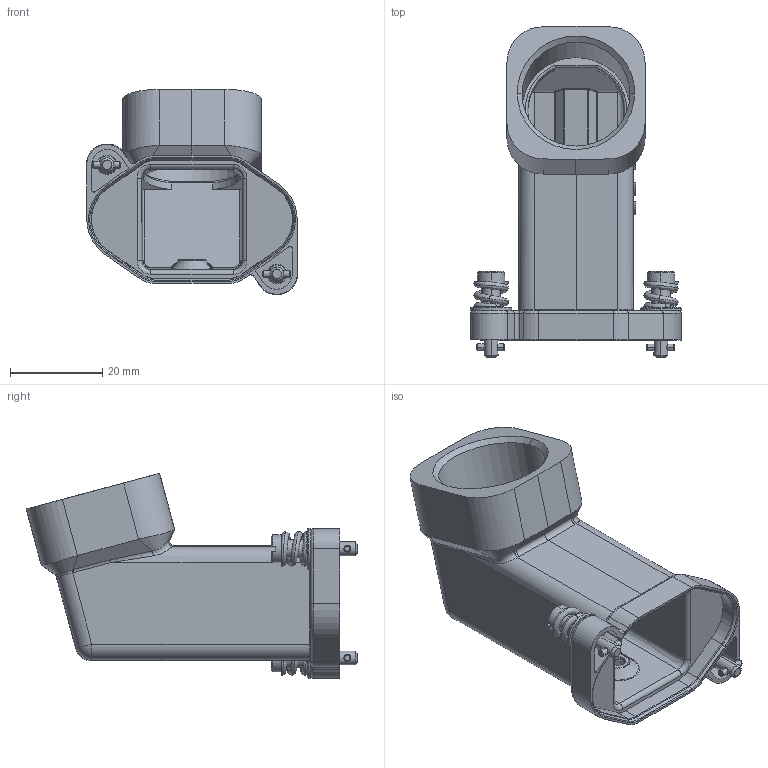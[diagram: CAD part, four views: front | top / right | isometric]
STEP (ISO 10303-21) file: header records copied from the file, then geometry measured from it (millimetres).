
FILE_DESCRIPTION(/* description */ (''),/* implementation_level */ '2;1');
FILE_NAME(/* name */ '3D_1130035405001_HP3A_H-SEH-2T-M25_V1.1.stp',/* time_stamp */ '2023-12-12T19:26:56+08:00',/* author */ (''),/* organization */ (''),/* preprocessor_version */ 'ST-DEVELOPER v18.1',/* originating_system */ 'SIEMENS PLM Software NX 1980',/* authorisation */ '');
FILE_SCHEMA (('AP203_CONFIGURATION_CONTROLLED_3D_DESIGN_OF_MECHANICAL_PARTS_AND_ASSEMBLIES_MIM_LF { 1 0 10303 403 2 1 2}'));
Length unit declared in the file: millimetre
Products named in the file (1): temp3
Bounding box: 45.88 x 72 x 44.61 mm (x, y, z)
Volume: 17421 mm3; surface area: 16246.8 mm2
Topology: 3 solids, 3 shells, 406 faces, 999 edges, 617 vertices
Faces by surface type: plane 154, cylinder 140, torus 49, cone 39, bspline 20, sphere 4
Entity records: 15629 total; most frequent: CARTESIAN_POINT 6212, ORIENTED_EDGE 1994, DIRECTION 1879, EDGE_CURVE 997, AXIS2_PLACEMENT_3D 713, VERTEX_POINT 617, LINE 453, VECTOR 453
